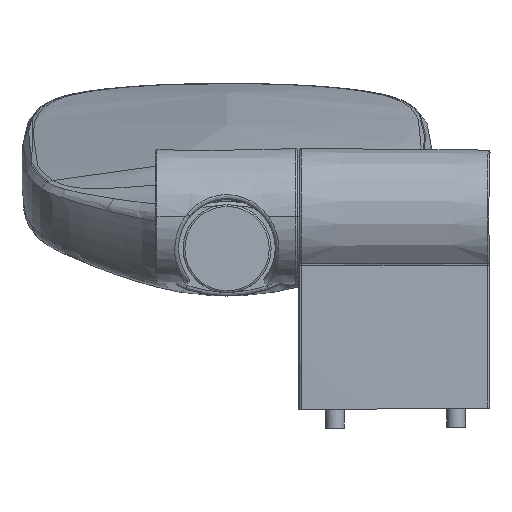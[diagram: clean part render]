
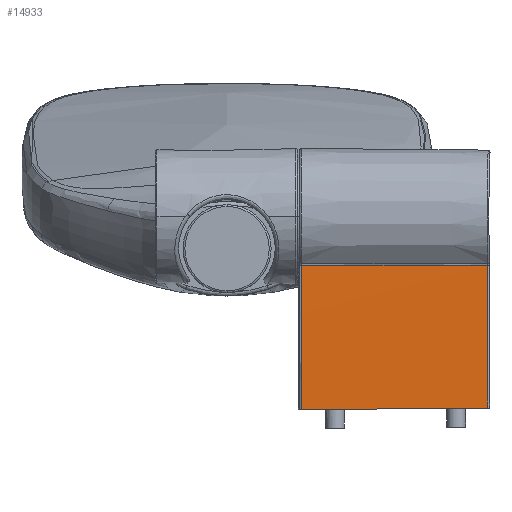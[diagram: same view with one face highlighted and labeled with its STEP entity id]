
A CAD part, front view. The second image highlights one B-rep face of the part: STEP entity #14933.
In plain terms, the highlighted spherical face has radius 2048.5 mm.
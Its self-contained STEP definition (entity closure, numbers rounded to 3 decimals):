
#695 = VERTEX_POINT ( 'NONE', #3530 ) ;
#840 = ORIENTED_EDGE ( 'NONE', *, *, #7023, .T. ) ;
#978 = CIRCLE ( 'NONE', #10989, 2048.127 ) ;
#1119 = CARTESIAN_POINT ( 'NONE',  ( -143.071, 2085.441, -10.409 ) ) ;
#1236 = CARTESIAN_POINT ( 'NONE',  ( -93.39, 37.544, -11.387 ) ) ;
#1557 = DIRECTION ( 'NONE',  ( 0., 0., 1. ) ) ;
#1719 = CARTESIAN_POINT ( 'NONE',  ( -134.318, 36.943, -11.282 ) ) ;
#1867 = DIRECTION ( 'NONE',  ( -1., 0., 0. ) ) ;
#3126 = CARTESIAN_POINT ( 'NONE',  ( -93.4, 37.543, -11.387 ) ) ;
#3530 = CARTESIAN_POINT ( 'NONE',  ( -142.499, 37.314, -49.495 ) ) ;
#3625 = CARTESIAN_POINT ( 'NONE',  ( -93.387, 37.671, -36.508 ) ) ;
#4317 = DIRECTION ( 'NONE',  ( -0.009, 0., 1. ) ) ;
#4458 = B_SPLINE_CURVE_WITH_KNOTS ( 'NONE', 3,
 ( #5533, #3625, #5695, #11231 ),
 .UNSPECIFIED., .F., .F.,
 ( 4, 4 ),
 ( 0.67, 0.707 ),
 .UNSPECIFIED. ) ;
#5154 = DIRECTION ( 'NONE',  ( 1., 0., 0. ) ) ;
#5533 = CARTESIAN_POINT ( 'NONE',  ( -93.381, 37.909, -49.066 ) ) ;
#5602 = CARTESIAN_POINT ( 'NONE',  ( -93.381, 37.909, -49.066 ) ) ;
#5695 = CARTESIAN_POINT ( 'NONE',  ( -93.39, 37.55, -23.948 ) ) ;
#6544 = VERTEX_POINT ( 'NONE', #14560 ) ;
#6955 = ORIENTED_EDGE ( 'NONE', *, *, #21747, .T. ) ;
#7023 = EDGE_CURVE ( 'NONE', #7503, #19056, #4458, .T. ) ;
#7080 = CARTESIAN_POINT ( 'NONE',  ( -101.597, 37.345, -11.289 ) ) ;
#7503 = VERTEX_POINT ( 'NONE', #5602 ) ;
#7946 = SPHERICAL_SURFACE ( 'NONE', #21766, 2048.5 ) ;
#8786 = CARTESIAN_POINT ( 'NONE',  ( -93.409, 37.543, -11.387 ) ) ;
#9934 = EDGE_CURVE ( 'NONE', #19056, #10189, #11563, .T. ) ;
#10109 = AXIS2_PLACEMENT_3D ( 'NONE', #16573, #5154, #18457 ) ;
#10189 = VERTEX_POINT ( 'NONE', #16208 ) ;
#10599 = FACE_OUTER_BOUND ( 'NONE', #19970, .T. ) ;
#10989 = AXIS2_PLACEMENT_3D ( 'NONE', #15754, #4317, #17639 ) ;
#11231 = CARTESIAN_POINT ( 'NONE',  ( -93.39, 37.544, -11.387 ) ) ;
#11563 = B_SPLINE_CURVE_WITH_KNOTS ( 'NONE', 3,
 ( #1236, #3126, #8786, #21869 ),
 .UNSPECIFIED., .F., .F.,
 ( 4, 4 ),
 ( 0.005, 0.005 ),
 .UNSPECIFIED. ) ;
#13105 = CARTESIAN_POINT ( 'NONE',  ( -126.136, 36.995, -11.232 ) ) ;
#14560 = CARTESIAN_POINT ( 'NONE',  ( -142.499, 36.941, -11.384 ) ) ;
#14933 = ADVANCED_FACE ( 'NONE', ( #10599 ), #7946, .T. ) ;
#15003 = CARTESIAN_POINT ( 'NONE',  ( -142.499, 36.941, -11.384 ) ) ;
#15174 = ORIENTED_EDGE ( 'NONE', *, *, #19734, .T. ) ;
#15714 = ORIENTED_EDGE ( 'NONE', *, *, #21804, .T. ) ;
#15754 = CARTESIAN_POINT ( 'NONE',  ( -142.73, 2085.441, -49.497 ) ) ;
#16208 = CARTESIAN_POINT ( 'NONE',  ( -93.419, 37.543, -11.387 ) ) ;
#16573 = CARTESIAN_POINT ( 'NONE',  ( -142.499, 2085.441, -10.409 ) ) ;
#16603 = B_SPLINE_CURVE_WITH_KNOTS ( 'NONE', 3,
 ( #18365, #7080, #24457, #13105, #1719, #15003 ),
 .UNSPECIFIED., .F., .F.,
 ( 4, 2, 4 ),
 ( 0.008, 0.032, 0.057 ),
 .UNSPECIFIED. ) ;
#16609 = CARTESIAN_POINT ( 'NONE',  ( -93.39, 37.544, -11.387 ) ) ;
#16999 = ORIENTED_EDGE ( 'NONE', *, *, #9934, .T. ) ;
#17639 = DIRECTION ( 'NONE',  ( -1., 0., -0.009 ) ) ;
#18365 = CARTESIAN_POINT ( 'NONE',  ( -93.419, 37.543, -11.387 ) ) ;
#18457 = DIRECTION ( 'NONE',  ( 0., 0., 1. ) ) ;
#19056 = VERTEX_POINT ( 'NONE', #16609 ) ;
#19734 = EDGE_CURVE ( 'NONE', #695, #7503, #978, .T. ) ;
#19970 = EDGE_LOOP ( 'NONE', ( #6955, #15174, #840, #16999, #15714 ) ) ;
#21226 = CIRCLE ( 'NONE', #10109, 2048.5 ) ;
#21747 = EDGE_CURVE ( 'NONE', #6544, #695, #21226, .T. ) ;
#21766 = AXIS2_PLACEMENT_3D ( 'NONE', #1119, #1557, #1867 ) ;
#21804 = EDGE_CURVE ( 'NONE', #10189, #6544, #16603, .T. ) ;
#21869 = CARTESIAN_POINT ( 'NONE',  ( -93.419, 37.543, -11.387 ) ) ;
#24457 = CARTESIAN_POINT ( 'NONE',  ( -109.776, 37.195, -11.235 ) ) ;
